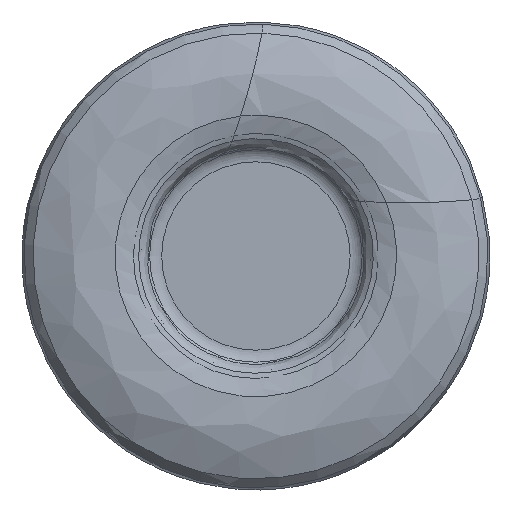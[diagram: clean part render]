
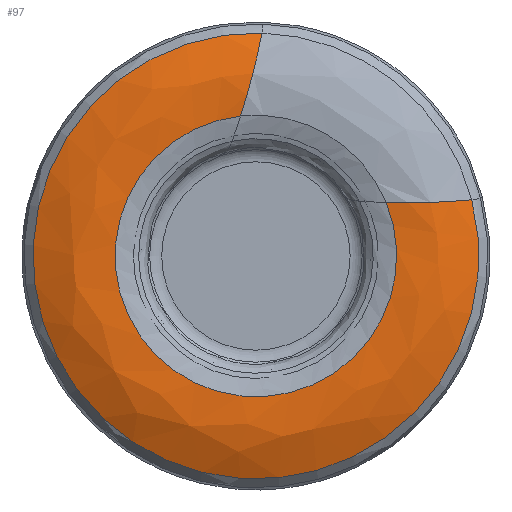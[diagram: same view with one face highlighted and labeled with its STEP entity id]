
A CAD part, left-side view. The second image highlights one B-rep face of the part: STEP entity #97.
In plain terms, the highlighted free-form (B-spline) face has degree [3, 3] with [4, 7] control points.
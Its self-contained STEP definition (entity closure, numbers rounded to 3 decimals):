
#97=ADVANCED_FACE('',(#160),#136,.F.);
#136=(
BOUNDED_SURFACE()
B_SPLINE_SURFACE(3,3,((#854,#855,#856,#857,#858,#859,#860),(#861,#862,#863,
#864,#865,#866,#867),(#868,#869,#870,#871,#872,#873,#874),(#875,#876,#877,
#878,#879,#880,#881)),.UNSPECIFIED.,.F.,.F.,.F.)
B_SPLINE_SURFACE_WITH_KNOTS((4,4),(4,3,4),(0.,1.),(0.,0.5,1.),
 .UNSPECIFIED.)
GEOMETRIC_REPRESENTATION_ITEM()
RATIONAL_B_SPLINE_SURFACE(((1.,0.544,0.544,1.,0.544,
0.544,1.),(0.96,0.523,0.523,
0.96,0.523,0.523,0.96),
(0.96,0.523,0.523,0.96,
0.523,0.523,0.96),(1.,0.544,
0.544,1.,0.544,0.544,1.)))
REPRESENTATION_ITEM('')
SURFACE()
);
#160=FACE_OUTER_BOUND('',#186,.T.);
#186=EDGE_LOOP('',(#308,#309,#310,#311));
#241=CIRCLE('',#532,6.616);
#244=CIRCLE('',#535,10.477);
#245=CIRCLE('',#536,6.);
#246=CIRCLE('',#537,6.);
#308=ORIENTED_EDGE('',*,*,#466,.F.);
#309=ORIENTED_EDGE('',*,*,#467,.F.);
#310=ORIENTED_EDGE('',*,*,#463,.T.);
#311=ORIENTED_EDGE('',*,*,#468,.F.);
#422=VERTEX_POINT('',#817);
#423=VERTEX_POINT('',#818);
#424=VERTEX_POINT('',#850);
#425=VERTEX_POINT('',#851);
#463=EDGE_CURVE('',#422,#423,#241,.T.);
#466=EDGE_CURVE('',#424,#425,#244,.T.);
#467=EDGE_CURVE('',#422,#424,#245,.T.);
#468=EDGE_CURVE('',#425,#423,#246,.T.);
#532=AXIS2_PLACEMENT_3D('',#816,#616,#617);
#535=AXIS2_PLACEMENT_3D('',#849,#622,#623);
#536=AXIS2_PLACEMENT_3D('',#852,#624,#625);
#537=AXIS2_PLACEMENT_3D('',#853,#626,#627);
#616=DIRECTION('',(1.,0.,0.));
#617=DIRECTION('',(0.,-0.925,0.38));
#622=DIRECTION('',(1.,0.,0.));
#623=DIRECTION('',(0.,-0.968,0.252));
#624=DIRECTION('',(-0.174,0.,0.985));
#625=DIRECTION('',(0.985,0.,0.174));
#626=DIRECTION('',(0.174,-0.946,-0.274));
#627=DIRECTION('',(0.985,0.167,0.048));
#816=CARTESIAN_POINT('',(0.084,0.,0.));
#817=CARTESIAN_POINT('',(0.084,-6.119,2.515));
#818=CARTESIAN_POINT('',(0.084,0.715,6.577));
#849=CARTESIAN_POINT('',(0.797,0.,0.));
#850=CARTESIAN_POINT('',(0.797,-10.138,2.641));
#851=CARTESIAN_POINT('',(0.797,-0.281,10.473));
#852=CARTESIAN_POINT('',(5.909,-7.129,3.542));
#853=CARTESIAN_POINT('',(5.909,1.421,7.833));
#854=CARTESIAN_POINT('',(0.084,-6.119,2.515));
#855=CARTESIAN_POINT('',(0.084,-9.04,-4.592));
#856=CARTESIAN_POINT('',(0.084,-3.224,-9.613));
#857=CARTESIAN_POINT('',(0.084,3.38,-5.687));
#858=CARTESIAN_POINT('',(0.084,9.985,-1.761));
#859=CARTESIAN_POINT('',(0.084,8.353,5.747));
#860=CARTESIAN_POINT('',(0.084,0.715,6.577));
#861=CARTESIAN_POINT('',(-0.151,-7.517,2.473));
#862=CARTESIAN_POINT('',(-0.151,-10.389,-6.256));
#863=CARTESIAN_POINT('',(-0.151,-3.019,-11.746));
#864=CARTESIAN_POINT('',(-0.151,4.522,-6.494));
#865=CARTESIAN_POINT('',(-0.151,12.064,-1.242));
#866=CARTESIAN_POINT('',(-0.151,9.471,7.575));
#867=CARTESIAN_POINT('',(-0.151,0.287,7.908));
#868=CARTESIAN_POINT('',(0.097,-8.912,2.517));
#869=CARTESIAN_POINT('',(0.097,-11.835,-7.833));
#870=CARTESIAN_POINT('',(0.097,-2.944,-13.884));
#871=CARTESIAN_POINT('',(0.097,5.611,-7.367));
#872=CARTESIAN_POINT('',(0.097,14.167,-0.85));
#873=CARTESIAN_POINT('',(0.097,10.695,9.329));
#874=CARTESIAN_POINT('',(0.097,-0.059,9.26));
#875=CARTESIAN_POINT('',(0.797,-10.138,2.641));
#876=CARTESIAN_POINT('',(0.797,-13.205,-9.134));
#877=CARTESIAN_POINT('',(0.797,-3.008,-15.772));
#878=CARTESIAN_POINT('',(0.797,6.518,-8.203));
#879=CARTESIAN_POINT('',(0.797,16.044,-0.633));
#880=CARTESIAN_POINT('',(0.797,11.881,10.8));
#881=CARTESIAN_POINT('',(0.797,-0.281,10.473));
